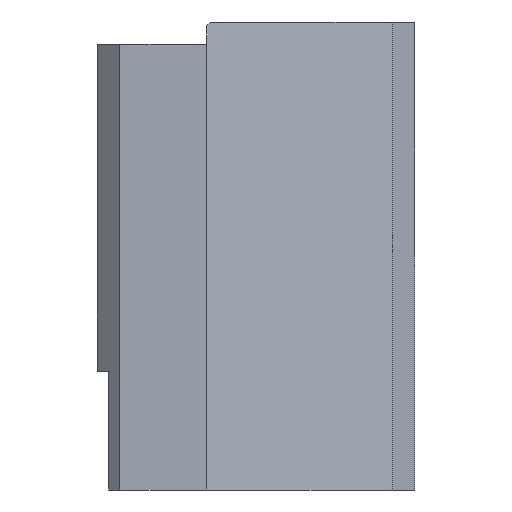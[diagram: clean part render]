
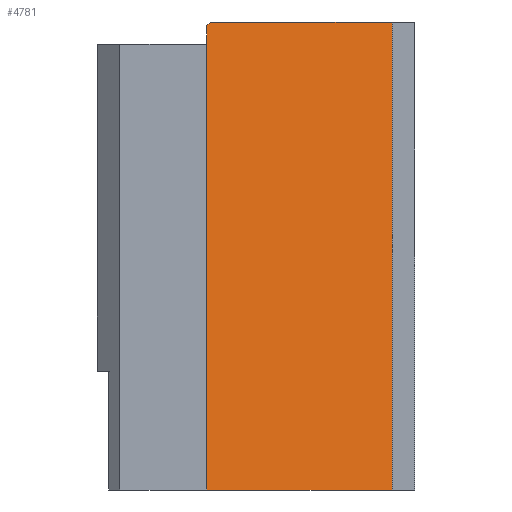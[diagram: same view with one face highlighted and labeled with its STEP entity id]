
A CAD part, left-side view. The second image highlights one B-rep face of the part: STEP entity #4781.
In plain terms, the highlighted planar face has unit normal (-0.94, -0.34, 0).
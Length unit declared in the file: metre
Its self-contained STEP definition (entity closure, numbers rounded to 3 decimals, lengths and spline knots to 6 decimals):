
#1565=ORIENTED_EDGE('',*,*,#2398,.T.);
#1566=ORIENTED_EDGE('',*,*,#2399,.T.);
#1567=ORIENTED_EDGE('',*,*,#2375,.T.);
#1568=ORIENTED_EDGE('',*,*,#2396,.T.);
#1569=ORIENTED_EDGE('',*,*,#2366,.F.);
#1570=ORIENTED_EDGE('',*,*,#2400,.F.);
#2366=EDGE_CURVE('',#2878,#2879,#3285,.T.);
#2375=EDGE_CURVE('',#2886,#2887,#3294,.T.);
#2396=EDGE_CURVE('',#2887,#2879,#3315,.T.);
#2398=EDGE_CURVE('',#2901,#2902,#3317,.T.);
#2399=EDGE_CURVE('',#2902,#2886,#3318,.F.);
#2400=EDGE_CURVE('',#2901,#2878,#3319,.T.);
#2878=VERTEX_POINT('',#8078);
#2879=VERTEX_POINT('',#8080);
#2886=VERTEX_POINT('',#8098);
#2887=VERTEX_POINT('',#8099);
#2901=VERTEX_POINT('',#8142);
#2902=VERTEX_POINT('',#8143);
#3285=LINE('',#8079,#3724);
#3294=LINE('',#8097,#3733);
#3315=LINE('',#8138,#3754);
#3317=LINE('',#8141,#3756);
#3318=LINE('',#8144,#3757);
#3319=LINE('',#8145,#3758);
#3724=VECTOR('',#6375,1.);
#3733=VECTOR('',#6388,1.);
#3754=VECTOR('',#6419,1.);
#3756=VECTOR('',#6423,1.);
#3757=VECTOR('',#6424,1.);
#3758=VECTOR('',#6425,1.);
#4065=EDGE_LOOP('',(#1565,#1566,#1567,#1568,#1569,#1570));
#4357=FACE_BOUND('',#4065,.T.);
#4531=PLANE('',#5235);
#4781=ADVANCED_FACE('',(#4357),#4531,.T.);
#5235=AXIS2_PLACEMENT_3D('',#8140,#6421,#6422);
#6375=DIRECTION('',(-0.34,0.94,0.));
#6388=DIRECTION('',(0.,0.,-1.));
#6419=DIRECTION('',(0.,0.,-1.));
#6421=DIRECTION('',(-0.94,-0.34,0.));
#6422=DIRECTION('',(0.34,-0.94,0.));
#6423=DIRECTION('',(-0.34,0.94,0.));
#6424=DIRECTION('',(0.248,-0.685,0.685));
#6425=DIRECTION('',(0.,0.,-1.));
#8078=CARTESIAN_POINT('',(-0.033,-0.03085,0.));
#8079=CARTESIAN_POINT('',(-0.037525,-0.01835,0.));
#8080=CARTESIAN_POINT('',(-0.04205,-0.00585,0.));
#8097=CARTESIAN_POINT('',(-0.04205,-0.00585,0.063));
#8098=CARTESIAN_POINT('',(-0.04205,-0.00585,0.0625));
#8099=CARTESIAN_POINT('',(-0.04205,-0.00585,0.06));
#8138=CARTESIAN_POINT('',(-0.04205,-0.00585,0.06));
#8140=CARTESIAN_POINT('',(-0.037525,-0.01835,0.06));
#8141=CARTESIAN_POINT('',(-0.037525,-0.01835,0.063));
#8142=CARTESIAN_POINT('',(-0.033,-0.03085,0.063));
#8143=CARTESIAN_POINT('',(-0.041869,-0.00635,0.063));
#8144=CARTESIAN_POINT('',(-0.040073,-0.011311,0.067961));
#8145=CARTESIAN_POINT('',(-0.033,-0.03085,0.06));
